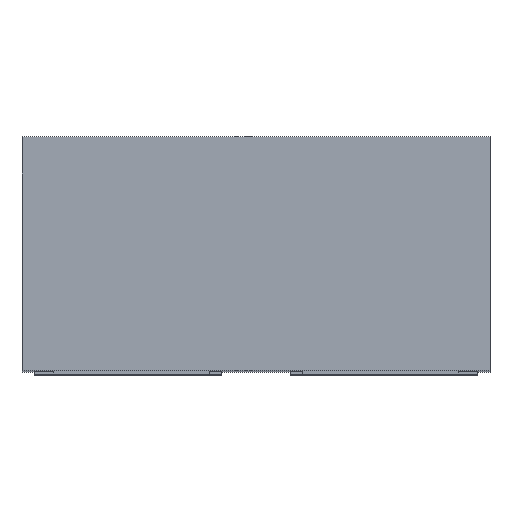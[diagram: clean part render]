
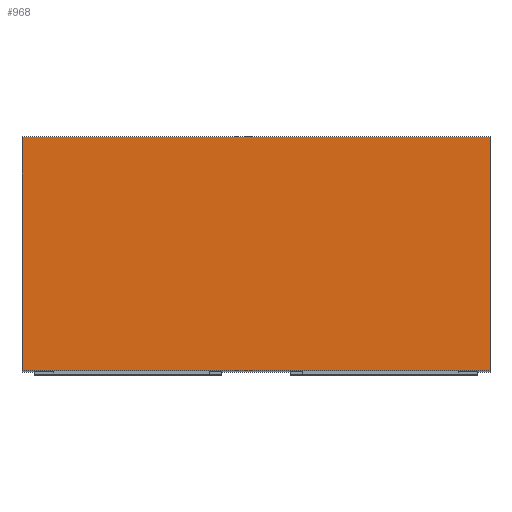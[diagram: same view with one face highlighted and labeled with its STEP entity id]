
A CAD part, top view. The second image highlights one B-rep face of the part: STEP entity #968.
In plain terms, the highlighted planar face has unit normal (0, 0, 1).
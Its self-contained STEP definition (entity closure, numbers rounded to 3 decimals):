
#61 = CARTESIAN_POINT ( 'NONE',  ( -0.75, 0.75, 1.125 ) ) ;
#96 = LINE ( 'NONE', #1221, #350 ) ;
#126 = DIRECTION ( 'NONE',  ( -1., 0., 0. ) ) ;
#193 = DIRECTION ( 'NONE',  ( 0., -1., 0. ) ) ;
#201 = CARTESIAN_POINT ( 'NONE',  ( 0.75, 0., 1.125 ) ) ;
#247 = VERTEX_POINT ( 'NONE', #61 ) ;
#293 = ORIENTED_EDGE ( 'NONE', *, *, #496, .F. ) ;
#294 = LINE ( 'NONE', #515, #1348 ) ;
#297 = DIRECTION ( 'NONE',  ( 1., 0., 0. ) ) ;
#350 = VECTOR ( 'NONE', #193, 1000. ) ;
#354 = ORIENTED_EDGE ( 'NONE', *, *, #1147, .T. ) ;
#391 = EDGE_CURVE ( 'NONE', #907, #451, #920, .T. ) ;
#408 = CARTESIAN_POINT ( 'NONE',  ( -0.75, 0.75, 1.125 ) ) ;
#441 = CARTESIAN_POINT ( 'NONE',  ( -0.75, 0., 1.125 ) ) ;
#451 = VERTEX_POINT ( 'NONE', #201 ) ;
#464 = CARTESIAN_POINT ( 'NONE',  ( -0.75, 0.75, 1.125 ) ) ;
#469 = VECTOR ( 'NONE', #297, 1000. ) ;
#493 = EDGE_LOOP ( 'NONE', ( #538, #638, #293, #354 ) ) ;
#496 = EDGE_CURVE ( 'NONE', #247, #1114, #1337, .T. ) ;
#515 = CARTESIAN_POINT ( 'NONE',  ( -0.75, 0.75, 1.125 ) ) ;
#538 = ORIENTED_EDGE ( 'NONE', *, *, #391, .T. ) ;
#541 = EDGE_CURVE ( 'NONE', #1114, #451, #96, .T. ) ;
#638 = ORIENTED_EDGE ( 'NONE', *, *, #541, .F. ) ;
#691 = CARTESIAN_POINT ( 'NONE',  ( -0.75, 0., 1.125 ) ) ;
#747 = CARTESIAN_POINT ( 'NONE',  ( 0.75, 0.75, 1.125 ) ) ;
#807 = FACE_OUTER_BOUND ( 'NONE', #493, .T. ) ;
#815 = PLANE ( 'NONE',  #1059 ) ;
#907 = VERTEX_POINT ( 'NONE', #441 ) ;
#920 = LINE ( 'NONE', #691, #1408 ) ;
#959 = DIRECTION ( 'NONE',  ( 0., -1., 0. ) ) ;
#968 = ADVANCED_FACE ( 'NONE', ( #807 ), #815, .F. ) ;
#1038 = DIRECTION ( 'NONE',  ( 1., 0., 0. ) ) ;
#1059 = AXIS2_PLACEMENT_3D ( 'NONE', #464, #1277, #126 ) ;
#1114 = VERTEX_POINT ( 'NONE', #747 ) ;
#1147 = EDGE_CURVE ( 'NONE', #247, #907, #294, .T. ) ;
#1221 = CARTESIAN_POINT ( 'NONE',  ( 0.75, 0.75, 1.125 ) ) ;
#1277 = DIRECTION ( 'NONE',  ( 0., 0., -1. ) ) ;
#1337 = LINE ( 'NONE', #408, #469 ) ;
#1348 = VECTOR ( 'NONE', #959, 1000. ) ;
#1408 = VECTOR ( 'NONE', #1038, 1000. ) ;
